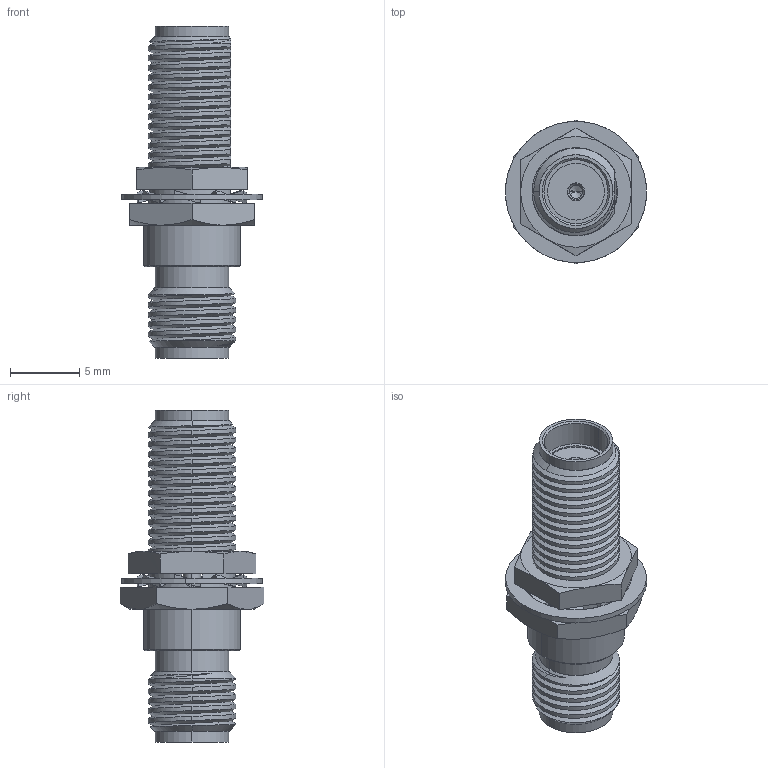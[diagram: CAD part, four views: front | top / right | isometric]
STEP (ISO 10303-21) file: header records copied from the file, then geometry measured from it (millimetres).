
FILE_DESCRIPTION (( 'STEP AP214' ), '1' );
FILE_NAME ('CT-SFSF-B-LN1.STEP', '2025-01-16T19:11:19', ( '' ), ( '' ), 'SwSTEP 2.0', 'SolidWorks 2021', '' );
FILE_SCHEMA (( 'AUTOMOTIVE_DESIGN' ));
Length unit declared in the file: inch
Products named in the file (1): CT-SFSF-B-LN1
Bounding box: 10.18 x 10.39 x 24 mm (x, y, z)
Volume: 767.2 mm3; surface area: 1231.1 mm2
Topology: 4 solids, 4 shells, 326 faces, 865 edges, 553 vertices
Faces by surface type: bspline 94, cylinder 93, plane 84, cone 55
Entity records: 32143 total; most frequent: CARTESIAN_POINT 25284, ORIENTED_EDGE 1722, DIRECTION 988, EDGE_CURVE 861, VERTEX_POINT 553, AXIS2_PLACEMENT_3D 386, B_SPLINE_CURVE_WITH_KNOTS 377, EDGE_LOOP 342
